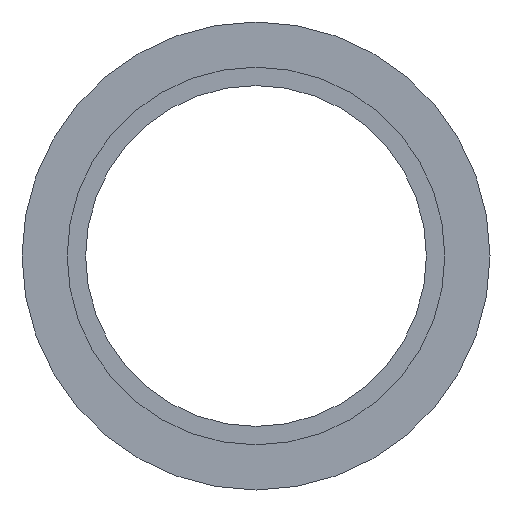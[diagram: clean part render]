
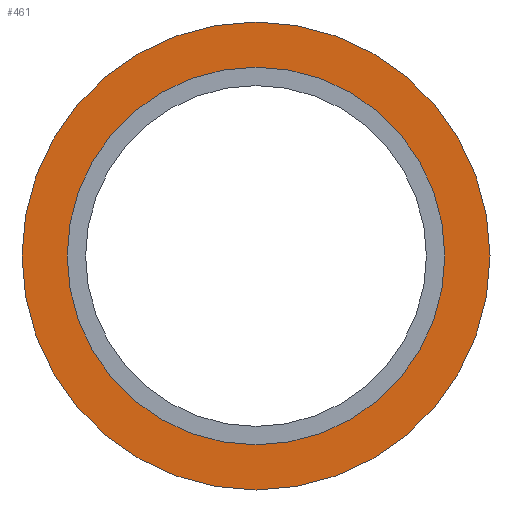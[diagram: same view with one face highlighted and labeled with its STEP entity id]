
A CAD part, front view. The second image highlights one B-rep face of the part: STEP entity #461.
In plain terms, the highlighted planar face has unit normal (0, -1, 0).
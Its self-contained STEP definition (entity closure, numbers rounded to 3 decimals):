
#5 = DIRECTION ( 'NONE',  ( 0., 0., 1. ) ) ;
#7 = DIRECTION ( 'NONE',  ( 0., 1., 0. ) ) ;
#12 = EDGE_CURVE ( 'NONE', #325, #257, #480, .T. ) ;
#23 = ORIENTED_EDGE ( 'NONE', *, *, #481, .T. ) ;
#28 = CARTESIAN_POINT ( 'NONE',  ( 0., 0., -20.5 ) ) ;
#33 = CARTESIAN_POINT ( 'NONE',  ( 0., 0., 0. ) ) ;
#35 = DIRECTION ( 'NONE',  ( 0., 1., 0. ) ) ;
#57 = CARTESIAN_POINT ( 'NONE',  ( 0., 0., -25.4 ) ) ;
#72 = CARTESIAN_POINT ( 'NONE',  ( 0., 0., 0. ) ) ;
#76 = AXIS2_PLACEMENT_3D ( 'NONE', #72, #114, #208 ) ;
#78 = AXIS2_PLACEMENT_3D ( 'NONE', #469, #464, #171 ) ;
#113 = VERTEX_POINT ( 'NONE', #28 ) ;
#114 = DIRECTION ( 'NONE',  ( 0., 1., 0. ) ) ;
#115 = AXIS2_PLACEMENT_3D ( 'NONE', #290, #7, #5 ) ;
#130 = EDGE_CURVE ( 'NONE', #257, #325, #137, .T. ) ;
#134 = PLANE ( 'NONE',  #78 ) ;
#137 = CIRCLE ( 'NONE', #462, 25.4 ) ;
#153 = CIRCLE ( 'NONE', #238, 20.5 ) ;
#171 = DIRECTION ( 'NONE',  ( 0., 0., 1. ) ) ;
#177 = DIRECTION ( 'NONE',  ( 0., 0., 1. ) ) ;
#208 = DIRECTION ( 'NONE',  ( 0., 0., 1. ) ) ;
#238 = AXIS2_PLACEMENT_3D ( 'NONE', #33, #35, #177 ) ;
#247 = EDGE_LOOP ( 'NONE', ( #294, #550 ) ) ;
#251 = VERTEX_POINT ( 'NONE', #518 ) ;
#257 = VERTEX_POINT ( 'NONE', #479 ) ;
#269 = FACE_BOUND ( 'NONE', #348, .T. ) ;
#280 = CIRCLE ( 'NONE', #115, 20.5 ) ;
#290 = CARTESIAN_POINT ( 'NONE',  ( 0., 0., 0. ) ) ;
#294 = ORIENTED_EDGE ( 'NONE', *, *, #130, .F. ) ;
#310 = DIRECTION ( 'NONE',  ( 0., 0., 1. ) ) ;
#315 = EDGE_CURVE ( 'NONE', #251, #113, #280, .T. ) ;
#325 = VERTEX_POINT ( 'NONE', #57 ) ;
#348 = EDGE_LOOP ( 'NONE', ( #349, #23 ) ) ;
#349 = ORIENTED_EDGE ( 'NONE', *, *, #315, .T. ) ;
#376 = DIRECTION ( 'NONE',  ( 0., 1., 0. ) ) ;
#461 = ADVANCED_FACE ( 'NONE', ( #593, #269 ), #134, .F. ) ;
#462 = AXIS2_PLACEMENT_3D ( 'NONE', #509, #376, #310 ) ;
#464 = DIRECTION ( 'NONE',  ( 0., 1., 0. ) ) ;
#469 = CARTESIAN_POINT ( 'NONE',  ( 25.4, 0., 0. ) ) ;
#479 = CARTESIAN_POINT ( 'NONE',  ( 0., 0., 25.4 ) ) ;
#480 = CIRCLE ( 'NONE', #76, 25.4 ) ;
#481 = EDGE_CURVE ( 'NONE', #113, #251, #153, .T. ) ;
#509 = CARTESIAN_POINT ( 'NONE',  ( 0., 0., 0. ) ) ;
#518 = CARTESIAN_POINT ( 'NONE',  ( 0., 0., 20.5 ) ) ;
#550 = ORIENTED_EDGE ( 'NONE', *, *, #12, .F. ) ;
#593 = FACE_OUTER_BOUND ( 'NONE', #247, .T. ) ;
